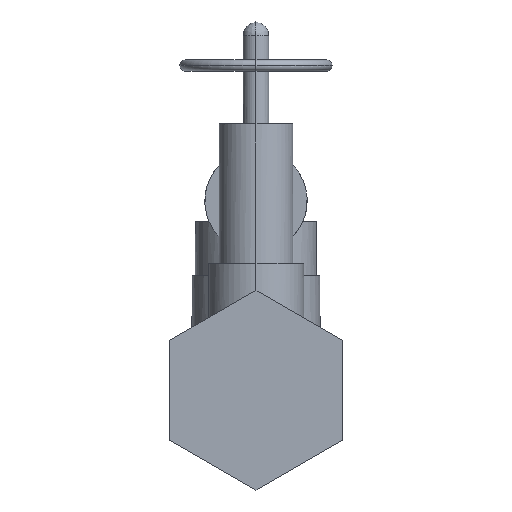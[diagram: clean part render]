
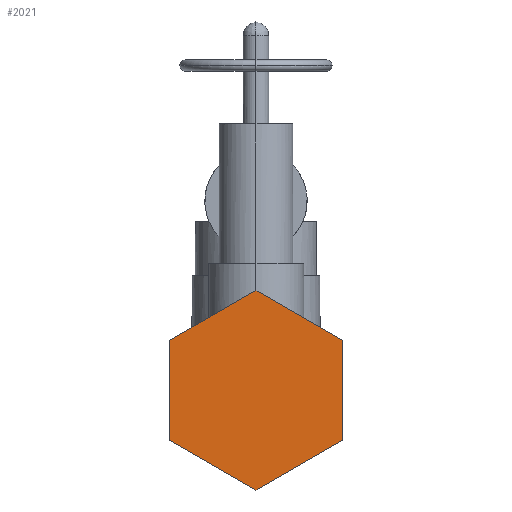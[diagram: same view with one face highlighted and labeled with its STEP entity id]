
A CAD part, left-side view. The second image highlights one B-rep face of the part: STEP entity #2021.
In plain terms, the highlighted planar face has unit normal (-1, 0, 0).
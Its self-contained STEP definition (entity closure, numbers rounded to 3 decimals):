
#1885=CARTESIAN_POINT('Control Point',(-79.375,-19.939,-11.512)) ;
#1886=CARTESIAN_POINT('Control Point',(-79.375,-19.939,11.512)) ;
#1887=CARTESIAN_POINT('Vertex',(-79.375,-19.939,-11.512)) ;
#1889=CARTESIAN_POINT('Vertex',(-79.375,-19.939,11.512)) ;
#1928=CARTESIAN_POINT('Control Point',(-79.375,0.,-23.024)) ;
#1929=CARTESIAN_POINT('Control Point',(-79.375,-19.939,-11.512)) ;
#1930=CARTESIAN_POINT('Vertex',(-79.375,0.,-23.024)) ;
#1963=CARTESIAN_POINT('Control Point',(-79.375,19.939,-11.512)) ;
#1964=CARTESIAN_POINT('Control Point',(-79.375,0.,-23.024)) ;
#1965=CARTESIAN_POINT('Vertex',(-79.375,19.939,-11.512)) ;
#1992=CARTESIAN_POINT('Axis2P3D Location',(-79.375,0.,0.)) ;
#1998=CARTESIAN_POINT('Control Point',(-79.375,0.,23.024)) ;
#1999=CARTESIAN_POINT('Control Point',(-79.375,19.939,11.512)) ;
#2000=CARTESIAN_POINT('Vertex',(-79.375,0.,23.024)) ;
#2002=CARTESIAN_POINT('Vertex',(-79.375,19.939,11.512)) ;
#2006=CARTESIAN_POINT('Control Point',(-79.375,19.939,11.512)) ;
#2007=CARTESIAN_POINT('Control Point',(-79.375,19.939,-11.512)) ;
#2010=CARTESIAN_POINT('Control Point',(-79.375,-19.939,11.512)) ;
#2011=CARTESIAN_POINT('Control Point',(-79.375,0.,23.024)) ;
#1993=DIRECTION('Axis2P3D Direction',(1.,0.,0.)) ;
#1994=DIRECTION('Axis2P3D XDirection',(0.,-1.,0.)) ;
#1995=AXIS2_PLACEMENT_3D('Plane Axis2P3D',#1992,#1993,#1994) ;
#1996=PLANE('',#1995) ;
#1891=EDGE_CURVE('',#1888,#1890,#1884,.T.) ;
#1932=EDGE_CURVE('',#1931,#1888,#1927,.T.) ;
#1967=EDGE_CURVE('',#1966,#1931,#1962,.T.) ;
#2004=EDGE_CURVE('',#2001,#2003,#1997,.T.) ;
#2008=EDGE_CURVE('',#2003,#1966,#2005,.T.) ;
#2012=EDGE_CURVE('',#1890,#2001,#2009,.T.) ;
#2014=ORIENTED_EDGE('',*,*,#2004,.T.) ;
#2015=ORIENTED_EDGE('',*,*,#2008,.T.) ;
#2016=ORIENTED_EDGE('',*,*,#1967,.T.) ;
#2017=ORIENTED_EDGE('',*,*,#1932,.T.) ;
#2018=ORIENTED_EDGE('',*,*,#1891,.T.) ;
#2019=ORIENTED_EDGE('',*,*,#2012,.T.) ;
#2013=EDGE_LOOP('',(#2014,#2015,#2016,#2017,#2018,#2019)) ;
#1888=VERTEX_POINT('',#1887) ;
#1890=VERTEX_POINT('',#1889) ;
#1931=VERTEX_POINT('',#1930) ;
#1966=VERTEX_POINT('',#1965) ;
#2001=VERTEX_POINT('',#2000) ;
#2003=VERTEX_POINT('',#2002) ;
#2021=ADVANCED_FACE('Solid1',(#2020),#1996,.F.) ;
#1884=B_SPLINE_CURVE_WITH_KNOTS('',1,(#1885,#1886),.UNSPECIFIED.,.F.,.U.,(2,2),(0.,23.024),.UNSPECIFIED.) ;
#1927=B_SPLINE_CURVE_WITH_KNOTS('',1,(#1928,#1929),.UNSPECIFIED.,.F.,.U.,(2,2),(0.,23.024),.UNSPECIFIED.) ;
#1962=B_SPLINE_CURVE_WITH_KNOTS('',1,(#1963,#1964),.UNSPECIFIED.,.F.,.U.,(2,2),(0.,23.024),.UNSPECIFIED.) ;
#1997=B_SPLINE_CURVE_WITH_KNOTS('',1,(#1998,#1999),.UNSPECIFIED.,.F.,.U.,(2,2),(0.,23.024),.UNSPECIFIED.) ;
#2005=B_SPLINE_CURVE_WITH_KNOTS('',1,(#2006,#2007),.UNSPECIFIED.,.F.,.U.,(2,2),(0.,23.024),.UNSPECIFIED.) ;
#2009=B_SPLINE_CURVE_WITH_KNOTS('',1,(#2010,#2011),.UNSPECIFIED.,.F.,.U.,(2,2),(0.,23.024),.UNSPECIFIED.) ;
#2020=FACE_OUTER_BOUND('',#2013,.T.) ;
